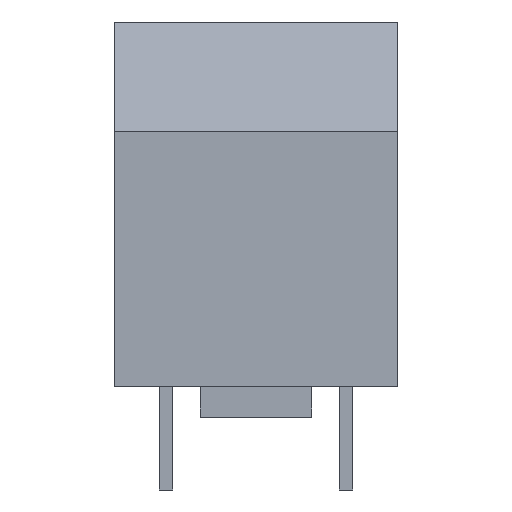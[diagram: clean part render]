
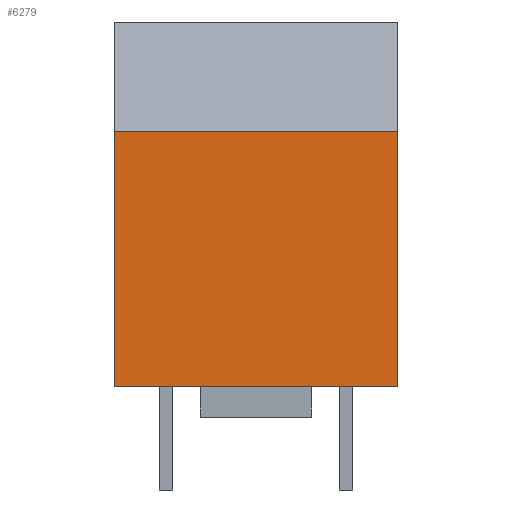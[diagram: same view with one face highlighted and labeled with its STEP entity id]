
A CAD part, left-side view. The second image highlights one B-rep face of the part: STEP entity #6279.
In plain terms, the highlighted planar face has unit normal (-1, 0, 0).
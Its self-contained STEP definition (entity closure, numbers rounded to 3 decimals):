
#454=ORIENTED_EDGE('',*,*,#1789,.F.);
#455=ORIENTED_EDGE('',*,*,#1803,.F.);
#456=ORIENTED_EDGE('',*,*,#1794,.T.);
#457=ORIENTED_EDGE('',*,*,#1798,.T.);
#1789=EDGE_CURVE('',#2466,#2467,#2741,.T.);
#1794=EDGE_CURVE('',#2471,#2470,#2746,.T.);
#1798=EDGE_CURVE('',#2470,#2467,#2750,.T.);
#1803=EDGE_CURVE('',#2471,#2466,#2755,.T.);
#2466=VERTEX_POINT('',#8447);
#2467=VERTEX_POINT('',#8449);
#2470=VERTEX_POINT('',#8457);
#2471=VERTEX_POINT('',#8459);
#2741=LINE('',#8448,#3235);
#2746=LINE('',#8458,#3240);
#2750=LINE('',#8465,#3244);
#2755=LINE('',#8475,#3249);
#3235=VECTOR('',#6863,1000.);
#3240=VECTOR('',#6870,1000.);
#3244=VECTOR('',#6878,1000.);
#3249=VECTOR('',#6885,1000.);
#3715=EDGE_LOOP('',(#454,#455,#456,#457));
#3995=FACE_BOUND('',#3715,.T.);
#4250=PLANE('',#6544);
#6279=ADVANCED_FACE('',(#3995),#4250,.T.);
#6544=AXIS2_PLACEMENT_3D('',#8474,#6883,#6884);
#6863=DIRECTION('',(0.,0.,-1.));
#6870=DIRECTION('',(0.,0.,-1.));
#6878=DIRECTION('',(0.,-1.,0.));
#6883=DIRECTION('',(-1.,0.,0.));
#6884=DIRECTION('',(0.,0.,1.));
#6885=DIRECTION('',(0.,-1.,0.));
#8447=CARTESIAN_POINT('',(-11.,0.,2.619));
#8448=CARTESIAN_POINT('',(-11.,0.,-10.));
#8449=CARTESIAN_POINT('',(-11.,0.,-10.));
#8457=CARTESIAN_POINT('',(-11.,14.,-10.));
#8458=CARTESIAN_POINT('',(-11.,14.,-10.));
#8459=CARTESIAN_POINT('',(-11.,14.,2.619));
#8465=CARTESIAN_POINT('',(-11.,14.,-10.));
#8474=CARTESIAN_POINT('',(-11.,14.,-10.));
#8475=CARTESIAN_POINT('',(-11.,14.,2.619));
